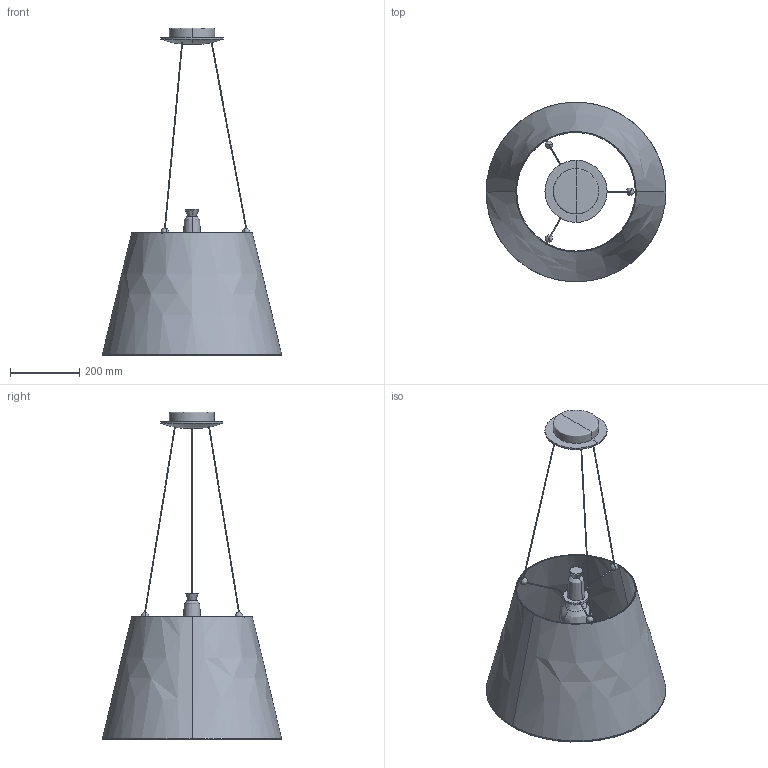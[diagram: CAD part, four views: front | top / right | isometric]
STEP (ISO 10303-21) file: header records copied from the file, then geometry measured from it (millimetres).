
FILE_DESCRIPTION(/* description */ (''),/* implementation_level */ '2;1');
FILE_NAME(/* name */ 'Tolomeo Mega sospensione 520',/* time_stamp */ '2009-06-08T10:02:03+02:00',/* author */ (''),/* organization */ (''),/* preprocessor_version */ 'ST-DEVELOPER v10',/* originating_system */ '',/* authorisation */ '');
FILE_SCHEMA (('AUTOMOTIVE_DESIGN'));
Length unit declared in the file: centimetre
Products named in the file (1): 1
Bounding box: 520.76 x 519.93 x 949.03 mm (x, y, z)
Volume: 1142229.4 mm3; surface area: 663671 mm2
Topology: 7 solids, 12 shells, 90 faces, 226 edges, 132 vertices
Faces by surface type: bspline 90
Entity records: 3717 total; most frequent: CARTESIAN_POINT 2528, ORIENTED_EDGE 392, EDGE_CURVE 206, VERTEX_POINT 129, EDGE_LOOP 93, ADVANCED_FACE 90, FACE_OUTER_BOUND 90, B_SPLINE_CURVE_WITH_KNOTS 29
